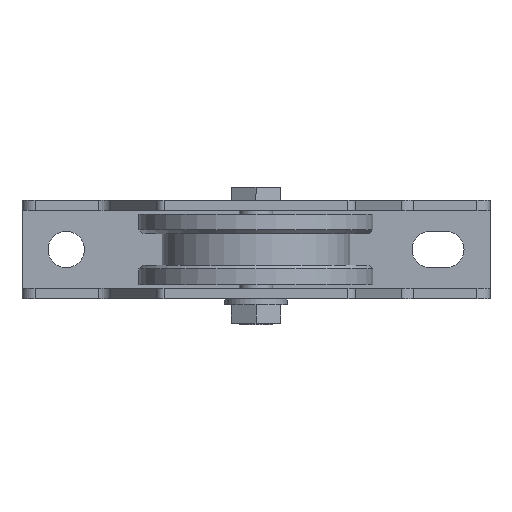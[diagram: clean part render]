
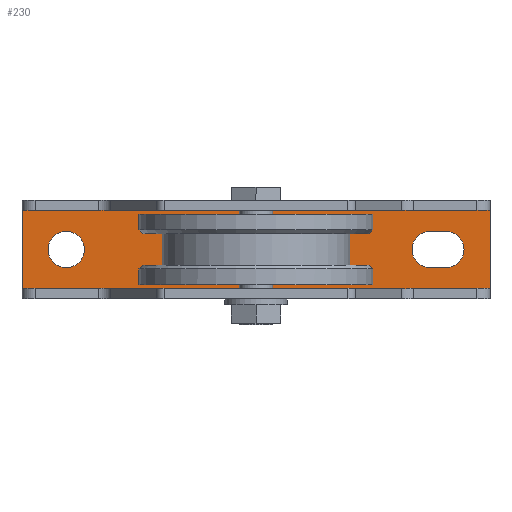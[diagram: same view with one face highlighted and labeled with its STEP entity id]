
A CAD part, front view. The second image highlights one B-rep face of the part: STEP entity #230.
In plain terms, the highlighted planar face has unit normal (0, -1, 0).
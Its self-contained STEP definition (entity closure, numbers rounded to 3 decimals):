
#101 = VERTEX_POINT ( 'NONE', #880 ) ;
#123 = VERTEX_POINT ( 'NONE', #906 ) ;
#131 = EDGE_CURVE ( 'NONE', #123, #101, #963, .T. ) ;
#153 = EDGE_LOOP ( 'NONE', ( #154, #158, #161, #164 ) ) ;
#154 = ORIENTED_EDGE ( 'NONE', *, *, #155, .T. ) ;
#155 = EDGE_CURVE ( 'NONE', #156, #157, #931, .T. ) ;
#156 = VERTEX_POINT ( 'NONE', #989 ) ;
#157 = VERTEX_POINT ( 'NONE', #988 ) ;
#158 = ORIENTED_EDGE ( 'NONE', *, *, #159, .T. ) ;
#159 = EDGE_CURVE ( 'NONE', #157, #160, #987, .T. ) ;
#160 = VERTEX_POINT ( 'NONE', #982 ) ;
#161 = ORIENTED_EDGE ( 'NONE', *, *, #162, .T. ) ;
#162 = EDGE_CURVE ( 'NONE', #160, #163, #981, .T. ) ;
#163 = VERTEX_POINT ( 'NONE', #977 ) ;
#164 = ORIENTED_EDGE ( 'NONE', *, *, #214, .T. ) ;
#174 = EDGE_CURVE ( 'NONE', #648, #618, #966, .T. ) ;
#214 = EDGE_CURVE ( 'NONE', #163, #156, #1086, .T. ) ;
#215 = EDGE_LOOP ( 'NONE', ( #216, #218 ) ) ;
#216 = ORIENTED_EDGE ( 'NONE', *, *, #217, .T. ) ;
#217 = EDGE_CURVE ( 'NONE', #101, #123, #1081, .T. ) ;
#218 = ORIENTED_EDGE ( 'NONE', *, *, #131, .T. ) ;
#219 = EDGE_LOOP ( 'NONE', ( #220, #221, #222, #223 ) ) ;
#220 = ORIENTED_EDGE ( 'NONE', *, *, #617, .T. ) ;
#221 = ORIENTED_EDGE ( 'NONE', *, *, #479, .F. ) ;
#222 = ORIENTED_EDGE ( 'NONE', *, *, #651, .F. ) ;
#223 = ORIENTED_EDGE ( 'NONE', *, *, #174, .T. ) ;
#230 = ADVANCED_FACE ( 'NONE', ( #1060, #1059, #1058 ), #1057, .F. ) ;
#479 = EDGE_CURVE ( 'NONE', #566, #480, #1556, .T. ) ;
#480 = VERTEX_POINT ( 'NONE', #1552 ) ;
#566 = VERTEX_POINT ( 'NONE', #1715 ) ;
#617 = EDGE_CURVE ( 'NONE', #618, #480, #1762, .T. ) ;
#618 = VERTEX_POINT ( 'NONE', #1758 ) ;
#648 = VERTEX_POINT ( 'NONE', #1825 ) ;
#651 = EDGE_CURVE ( 'NONE', #648, #566, #1885, .T. ) ;
#880 = CARTESIAN_POINT ( 'NONE',  ( -73., 51., 7. ) ) ;
#906 = CARTESIAN_POINT ( 'NONE',  ( -73., 51., -7. ) ) ;
#931 = LINE ( 'NONE', #992, #991 ) ;
#959 = DIRECTION ( 'NONE',  ( 0., 0., 1. ) ) ;
#960 = DIRECTION ( 'NONE',  ( 0., 1., 0. ) ) ;
#961 = CARTESIAN_POINT ( 'NONE',  ( -73., 51., 0. ) ) ;
#962 = AXIS2_PLACEMENT_3D ( 'NONE', #961, #960, #959 ) ;
#963 = CIRCLE ( 'NONE', #962, 7. ) ;
#964 = VECTOR ( 'NONE', #1025, 1000. ) ;
#965 = CARTESIAN_POINT ( 'NONE',  ( 90., 51., 15. ) ) ;
#966 = LINE ( 'NONE', #965, #964 ) ;
#977 = CARTESIAN_POINT ( 'NONE',  ( 73., 51., 7. ) ) ;
#978 = DIRECTION ( 'NONE',  ( 1., 0., 0. ) ) ;
#979 = VECTOR ( 'NONE', #978, 1000. ) ;
#980 = CARTESIAN_POINT ( 'NONE',  ( 67., 51., 7. ) ) ;
#981 = LINE ( 'NONE', #980, #979 ) ;
#982 = CARTESIAN_POINT ( 'NONE',  ( 67., 51., 7. ) ) ;
#983 = DIRECTION ( 'NONE',  ( 0., 0., 1. ) ) ;
#984 = DIRECTION ( 'NONE',  ( 0., 1., 0. ) ) ;
#985 = CARTESIAN_POINT ( 'NONE',  ( 67., 51., 0. ) ) ;
#986 = AXIS2_PLACEMENT_3D ( 'NONE', #985, #984, #983 ) ;
#987 = CIRCLE ( 'NONE', #986, 7. ) ;
#988 = CARTESIAN_POINT ( 'NONE',  ( 67., 51., -7. ) ) ;
#989 = CARTESIAN_POINT ( 'NONE',  ( 73., 51., -7. ) ) ;
#990 = DIRECTION ( 'NONE',  ( -1., 0., 0. ) ) ;
#991 = VECTOR ( 'NONE', #990, 1000. ) ;
#992 = CARTESIAN_POINT ( 'NONE',  ( 67., 51., -7. ) ) ;
#1025 = DIRECTION ( 'NONE',  ( -1., 0., 0. ) ) ;
#1057 = PLANE ( 'NONE',  #1123 ) ;
#1058 = FACE_OUTER_BOUND ( 'NONE', #219, .T. ) ;
#1059 = FACE_BOUND ( 'NONE', #215, .T. ) ;
#1060 = FACE_BOUND ( 'NONE', #153, .T. ) ;
#1077 = DIRECTION ( 'NONE',  ( 0., 0., 1. ) ) ;
#1078 = DIRECTION ( 'NONE',  ( 0., 1., 0. ) ) ;
#1079 = CARTESIAN_POINT ( 'NONE',  ( -73., 51., 0. ) ) ;
#1080 = AXIS2_PLACEMENT_3D ( 'NONE', #1079, #1078, #1077 ) ;
#1081 = CIRCLE ( 'NONE', #1080, 7. ) ;
#1082 = DIRECTION ( 'NONE',  ( 0., 0., 1. ) ) ;
#1083 = DIRECTION ( 'NONE',  ( 0., 1., 0. ) ) ;
#1084 = CARTESIAN_POINT ( 'NONE',  ( 73., 51., 0. ) ) ;
#1085 = AXIS2_PLACEMENT_3D ( 'NONE', #1084, #1083, #1082 ) ;
#1086 = CIRCLE ( 'NONE', #1085, 7. ) ;
#1120 = DIRECTION ( 'NONE',  ( 0., 0., 1. ) ) ;
#1121 = DIRECTION ( 'NONE',  ( 0., 1., 0. ) ) ;
#1122 = CARTESIAN_POINT ( 'NONE',  ( 90., 51., 15. ) ) ;
#1123 = AXIS2_PLACEMENT_3D ( 'NONE', #1122, #1121, #1120 ) ;
#1552 = CARTESIAN_POINT ( 'NONE',  ( -90., 51., -15. ) ) ;
#1553 = DIRECTION ( 'NONE',  ( -1., 0., 0. ) ) ;
#1554 = VECTOR ( 'NONE', #1553, 1000. ) ;
#1555 = CARTESIAN_POINT ( 'NONE',  ( 90., 51., -15. ) ) ;
#1556 = LINE ( 'NONE', #1555, #1554 ) ;
#1715 = CARTESIAN_POINT ( 'NONE',  ( 90., 51., -15. ) ) ;
#1758 = CARTESIAN_POINT ( 'NONE',  ( -90., 51., 15. ) ) ;
#1759 = DIRECTION ( 'NONE',  ( 0., 0., -1. ) ) ;
#1760 = VECTOR ( 'NONE', #1759, 1000. ) ;
#1761 = CARTESIAN_POINT ( 'NONE',  ( -90., 51., 15. ) ) ;
#1762 = LINE ( 'NONE', #1761, #1760 ) ;
#1825 = CARTESIAN_POINT ( 'NONE',  ( 90., 51., 15. ) ) ;
#1878 = DIRECTION ( 'NONE',  ( 0., 0., -1. ) ) ;
#1879 = VECTOR ( 'NONE', #1878, 1000. ) ;
#1880 = CARTESIAN_POINT ( 'NONE',  ( 90., 51., 15. ) ) ;
#1885 = LINE ( 'NONE', #1880, #1879 ) ;
